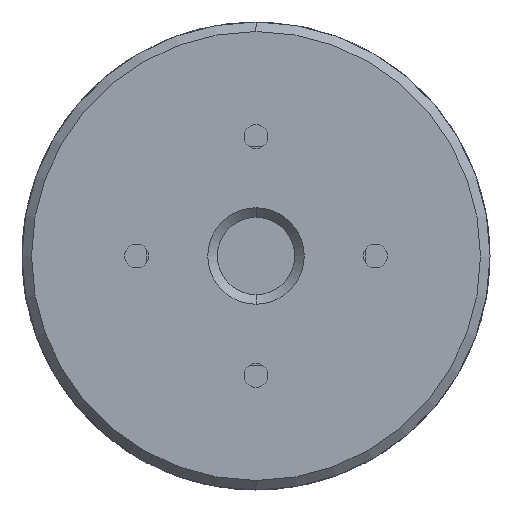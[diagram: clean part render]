
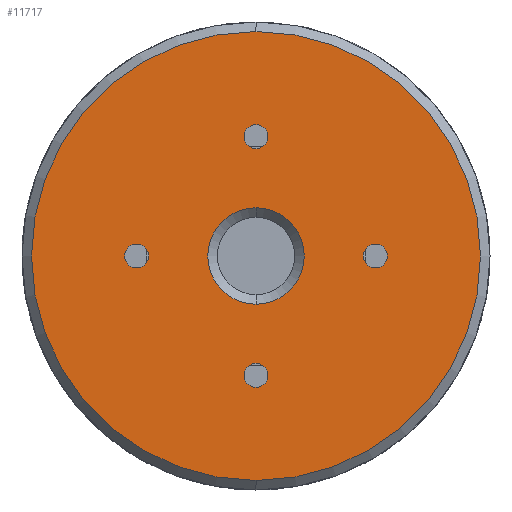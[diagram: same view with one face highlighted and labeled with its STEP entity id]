
A CAD part, left-side view. The second image highlights one B-rep face of the part: STEP entity #11717.
In plain terms, the highlighted planar face has unit normal (-1, 0, 0).
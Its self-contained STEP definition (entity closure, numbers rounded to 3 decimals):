
#1858 = AXIS2_PLACEMENT_3D ( 'NONE', #3499, #3476, #3495 ) ;
#1865 = AXIS2_PLACEMENT_3D ( 'NONE', #15328, #15331, #15340 ) ;
#1866 = AXIS2_PLACEMENT_3D ( 'NONE', #2587, #2555, #2591 ) ;
#1879 = AXIS2_PLACEMENT_3D ( 'NONE', #15314, #15285, #15299 ) ;
#1896 = AXIS2_PLACEMENT_3D ( 'NONE', #15312, #15313, #15310 ) ;
#1899 = AXIS2_PLACEMENT_3D ( 'NONE', #15336, #15351, #15330 ) ;
#1907 = AXIS2_PLACEMENT_3D ( 'NONE', #15320, #15325, #15324 ) ;
#1912 = AXIS2_PLACEMENT_3D ( 'NONE', #15350, #15354, #15353 ) ;
#1921 = AXIS2_PLACEMENT_3D ( 'NONE', #15374, #15383, #15392 ) ;
#1925 = AXIS2_PLACEMENT_3D ( 'NONE', #15426, #15399, #15398 ) ;
#1929 = AXIS2_PLACEMENT_3D ( 'NONE', #15418, #15415, #15410 ) ;
#1930 = AXIS2_PLACEMENT_3D ( 'NONE', #15378, #15379, #15391 ) ;
#2343 = ORIENTED_EDGE ( 'NONE', *, *, #13481, .F. ) ;
#2344 = ORIENTED_EDGE ( 'NONE', *, *, #13413, .F. ) ;
#2345 = ORIENTED_EDGE ( 'NONE', *, *, #13442, .F. ) ;
#2393 = ORIENTED_EDGE ( 'NONE', *, *, #13422, .F. ) ;
#2398 = ORIENTED_EDGE ( 'NONE', *, *, #13473, .F. ) ;
#2399 = ORIENTED_EDGE ( 'NONE', *, *, #13486, .F. ) ;
#2416 = ORIENTED_EDGE ( 'NONE', *, *, #13371, .F. ) ;
#2421 = ORIENTED_EDGE ( 'NONE', *, *, #13436, .F. ) ;
#2422 = ORIENTED_EDGE ( 'NONE', *, *, #13407, .F. ) ;
#2429 = ORIENTED_EDGE ( 'NONE', *, *, #13430, .F. ) ;
#2439 = ORIENTED_EDGE ( 'NONE', *, *, #13478, .F. ) ;
#2440 = ORIENTED_EDGE ( 'NONE', *, *, #13372, .F. ) ;
#2555 = DIRECTION ( 'NONE',  ( -1., 0., 0. ) ) ;
#2587 = CARTESIAN_POINT ( 'NONE',  ( -5., -12.5, 0. ) ) ;
#2591 = DIRECTION ( 'NONE',  ( 0., 0., 1. ) ) ;
#3476 = DIRECTION ( 'NONE',  ( -1., 0., 0. ) ) ;
#3495 = DIRECTION ( 'NONE',  ( 0., 0., 1. ) ) ;
#3499 = CARTESIAN_POINT ( 'NONE',  ( -5., 12.5, 0. ) ) ;
#4478 = FACE_BOUND ( 'NONE', #6457, .T. ) ;
#4485 = FACE_BOUND ( 'NONE', #6441, .T. ) ;
#4491 = FACE_OUTER_BOUND ( 'NONE', #6448, .T. ) ;
#4498 = FACE_BOUND ( 'NONE', #6427, .T. ) ;
#4501 = FACE_BOUND ( 'NONE', #6455, .T. ) ;
#4502 = FACE_BOUND ( 'NONE', #6480, .T. ) ;
#5083 = CIRCLE ( 'NONE', #1858, 1.25 ) ;
#5125 = CIRCLE ( 'NONE', #1866, 1.25 ) ;
#5150 = CIRCLE ( 'NONE', #1896, 23.5 ) ;
#5160 = CIRCLE ( 'NONE', #1899, 1.25 ) ;
#5199 = CIRCLE ( 'NONE', #1879, 5.05 ) ;
#5202 = CIRCLE ( 'NONE', #1921, 1.25 ) ;
#5203 = CIRCLE ( 'NONE', #1907, 1.25 ) ;
#5207 = CIRCLE ( 'NONE', #1865, 5.05 ) ;
#5217 = CIRCLE ( 'NONE', #1930, 1.25 ) ;
#5225 = CIRCLE ( 'NONE', #1912, 1.25 ) ;
#5226 = CIRCLE ( 'NONE', #1929, 1.25 ) ;
#5240 = CIRCLE ( 'NONE', #1925, 23.5 ) ;
#5992 = VERTEX_POINT ( 'NONE', #10419 ) ;
#5993 = VERTEX_POINT ( 'NONE', #10412 ) ;
#5996 = VERTEX_POINT ( 'NONE', #10403 ) ;
#6003 = VERTEX_POINT ( 'NONE', #10435 ) ;
#6020 = VERTEX_POINT ( 'NONE', #10396 ) ;
#6036 = VERTEX_POINT ( 'NONE', #10470 ) ;
#6044 = VERTEX_POINT ( 'NONE', #10459 ) ;
#6060 = VERTEX_POINT ( 'NONE', #10496 ) ;
#6068 = VERTEX_POINT ( 'NONE', #10489 ) ;
#6071 = VERTEX_POINT ( 'NONE', #10497 ) ;
#6095 = VERTEX_POINT ( 'NONE', #10511 ) ;
#6104 = VERTEX_POINT ( 'NONE', #10488 ) ;
#6427 = EDGE_LOOP ( 'NONE', ( #2398, #2416 ) ) ;
#6441 = EDGE_LOOP ( 'NONE', ( #2421, #2343 ) ) ;
#6448 = EDGE_LOOP ( 'NONE', ( #2422, #2399 ) ) ;
#6455 = EDGE_LOOP ( 'NONE', ( #2429, #2393 ) ) ;
#6457 = EDGE_LOOP ( 'NONE', ( #2345, #2344 ) ) ;
#6480 = EDGE_LOOP ( 'NONE', ( #2439, #2440 ) ) ;
#7366 = PLANE ( 'NONE',  #15128 ) ;
#7429 = DIRECTION ( 'NONE',  ( 0., 0., -1. ) ) ;
#7455 = DIRECTION ( 'NONE',  ( 1., 0., 0. ) ) ;
#7463 = CARTESIAN_POINT ( 'NONE',  ( -5., 24.5, 0. ) ) ;
#10396 = CARTESIAN_POINT ( 'NONE',  ( -5., -12.5, -1.25 ) ) ;
#10403 = CARTESIAN_POINT ( 'NONE',  ( -5., 0., -23.5 ) ) ;
#10412 = CARTESIAN_POINT ( 'NONE',  ( -5., 0., -5.05 ) ) ;
#10419 = CARTESIAN_POINT ( 'NONE',  ( -5., 12.5, 1.25 ) ) ;
#10435 = CARTESIAN_POINT ( 'NONE',  ( -5., 0., -11.25 ) ) ;
#10459 = CARTESIAN_POINT ( 'NONE',  ( -5., 12.5, -1.25 ) ) ;
#10470 = CARTESIAN_POINT ( 'NONE',  ( -5., 0., 23.5 ) ) ;
#10488 = CARTESIAN_POINT ( 'NONE',  ( -5., 0., 13.75 ) ) ;
#10489 = CARTESIAN_POINT ( 'NONE',  ( -5., 0., 5.05 ) ) ;
#10496 = CARTESIAN_POINT ( 'NONE',  ( -5., 0., -13.75 ) ) ;
#10497 = CARTESIAN_POINT ( 'NONE',  ( -5., 0., 11.25 ) ) ;
#10511 = CARTESIAN_POINT ( 'NONE',  ( -5., -12.5, 1.25 ) ) ;
#11717 = ADVANCED_FACE ( 'NONE', ( #4491, #4478, #4498, #4501, #4502, #4485 ), #7366, .F. ) ;
#13371 = EDGE_CURVE ( 'NONE', #6044, #5992, #5083, .T. ) ;
#13372 = EDGE_CURVE ( 'NONE', #6020, #6095, #5125, .T. ) ;
#13407 = EDGE_CURVE ( 'NONE', #5996, #6036, #5150, .T. ) ;
#13413 = EDGE_CURVE ( 'NONE', #5993, #6068, #5199, .T. ) ;
#13422 = EDGE_CURVE ( 'NONE', #6060, #6003, #5160, .T. ) ;
#13430 = EDGE_CURVE ( 'NONE', #6003, #6060, #5203, .T. ) ;
#13436 = EDGE_CURVE ( 'NONE', #6104, #6071, #5225, .T. ) ;
#13442 = EDGE_CURVE ( 'NONE', #6068, #5993, #5207, .T. ) ;
#13473 = EDGE_CURVE ( 'NONE', #5992, #6044, #5202, .T. ) ;
#13478 = EDGE_CURVE ( 'NONE', #6095, #6020, #5217, .T. ) ;
#13481 = EDGE_CURVE ( 'NONE', #6071, #6104, #5226, .T. ) ;
#13486 = EDGE_CURVE ( 'NONE', #6036, #5996, #5240, .T. ) ;
#15128 = AXIS2_PLACEMENT_3D ( 'NONE', #7463, #7455, #7429 ) ;
#15285 = DIRECTION ( 'NONE',  ( -1., 0., 0. ) ) ;
#15299 = DIRECTION ( 'NONE',  ( 0., 0., 1. ) ) ;
#15310 = DIRECTION ( 'NONE',  ( 0., 0., -1. ) ) ;
#15312 = CARTESIAN_POINT ( 'NONE',  ( -5., 0., 0. ) ) ;
#15313 = DIRECTION ( 'NONE',  ( 1., 0., 0. ) ) ;
#15314 = CARTESIAN_POINT ( 'NONE',  ( -5., 0., 0. ) ) ;
#15320 = CARTESIAN_POINT ( 'NONE',  ( -5., 0., -12.5 ) ) ;
#15324 = DIRECTION ( 'NONE',  ( 0., 0., 1. ) ) ;
#15325 = DIRECTION ( 'NONE',  ( -1., 0., 0. ) ) ;
#15328 = CARTESIAN_POINT ( 'NONE',  ( -5., 0., 0. ) ) ;
#15330 = DIRECTION ( 'NONE',  ( 0., 0., 1. ) ) ;
#15331 = DIRECTION ( 'NONE',  ( -1., 0., 0. ) ) ;
#15336 = CARTESIAN_POINT ( 'NONE',  ( -5., 0., -12.5 ) ) ;
#15340 = DIRECTION ( 'NONE',  ( 0., 0., 1. ) ) ;
#15350 = CARTESIAN_POINT ( 'NONE',  ( -5., 0., 12.5 ) ) ;
#15351 = DIRECTION ( 'NONE',  ( -1., 0., 0. ) ) ;
#15353 = DIRECTION ( 'NONE',  ( 0., 0., 1. ) ) ;
#15354 = DIRECTION ( 'NONE',  ( -1., 0., 0. ) ) ;
#15374 = CARTESIAN_POINT ( 'NONE',  ( -5., 12.5, 0. ) ) ;
#15378 = CARTESIAN_POINT ( 'NONE',  ( -5., -12.5, 0. ) ) ;
#15379 = DIRECTION ( 'NONE',  ( -1., 0., 0. ) ) ;
#15383 = DIRECTION ( 'NONE',  ( -1., 0., 0. ) ) ;
#15391 = DIRECTION ( 'NONE',  ( 0., 0., 1. ) ) ;
#15392 = DIRECTION ( 'NONE',  ( 0., 0., 1. ) ) ;
#15398 = DIRECTION ( 'NONE',  ( 0., 0., -1. ) ) ;
#15399 = DIRECTION ( 'NONE',  ( 1., 0., 0. ) ) ;
#15410 = DIRECTION ( 'NONE',  ( 0., 0., 1. ) ) ;
#15415 = DIRECTION ( 'NONE',  ( -1., 0., 0. ) ) ;
#15418 = CARTESIAN_POINT ( 'NONE',  ( -5., 0., 12.5 ) ) ;
#15426 = CARTESIAN_POINT ( 'NONE',  ( -5., 0., 0. ) ) ;
